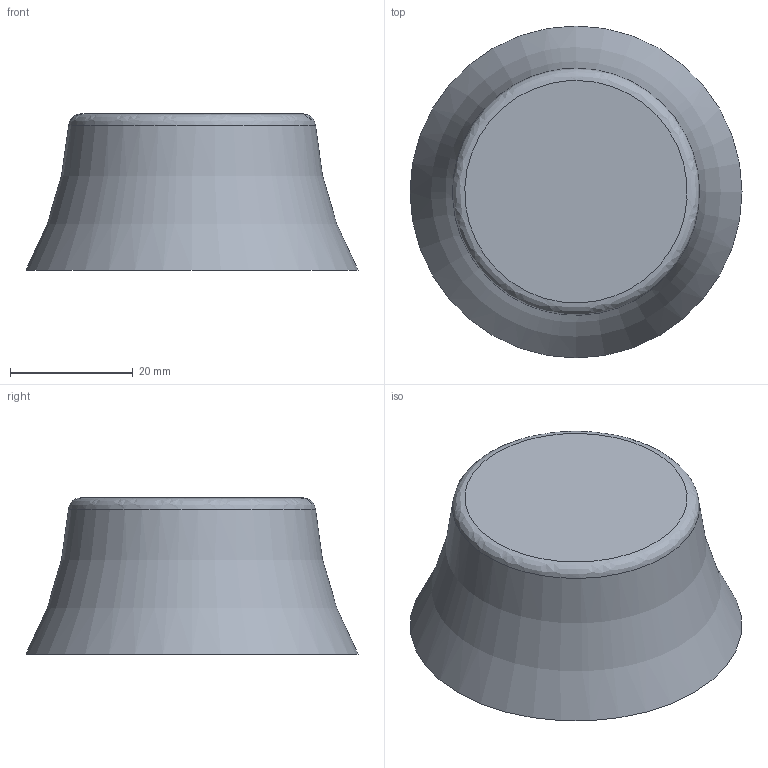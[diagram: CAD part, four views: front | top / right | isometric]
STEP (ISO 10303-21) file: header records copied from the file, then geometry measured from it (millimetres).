
FILE_DESCRIPTION(('FreeCAD Model'),'2;1');
FILE_NAME('Encoder_knob.step', '2020-06-30T11:03:12',('Author'),(''), 'Open CASCADE STEP processor 7.3','FreeCAD','Unknown');
FILE_SCHEMA(('AUTOMOTIVE_DESIGN { 1 0 10303 214 1 1 1 1 }'));
Length unit declared in the file: millimetre
Products named in the file (1): Body
Bounding box: 54 x 54 x 25.4 mm (x, y, z)
Volume: 36887.5 mm3; surface area: 7978.6 mm2
Topology: 1 solids, 1 shells, 15 faces, 27 edges, 16 vertices
Faces by surface type: plane 7, cylinder 4, cone 2, torus 1, bspline 1
Full cylindrical faces by diameter (mm): 6 x1, 20 x1
Entity records: 871 total; most frequent: CARTESIAN_POINT 273, DIRECTION 115, LINE 55, VECTOR 55, ORIENTED_EDGE 54, PCURVE 54, DEFINITIONAL_REPRESENTATION 54, AXIS2_PLACEMENT_3D 27
